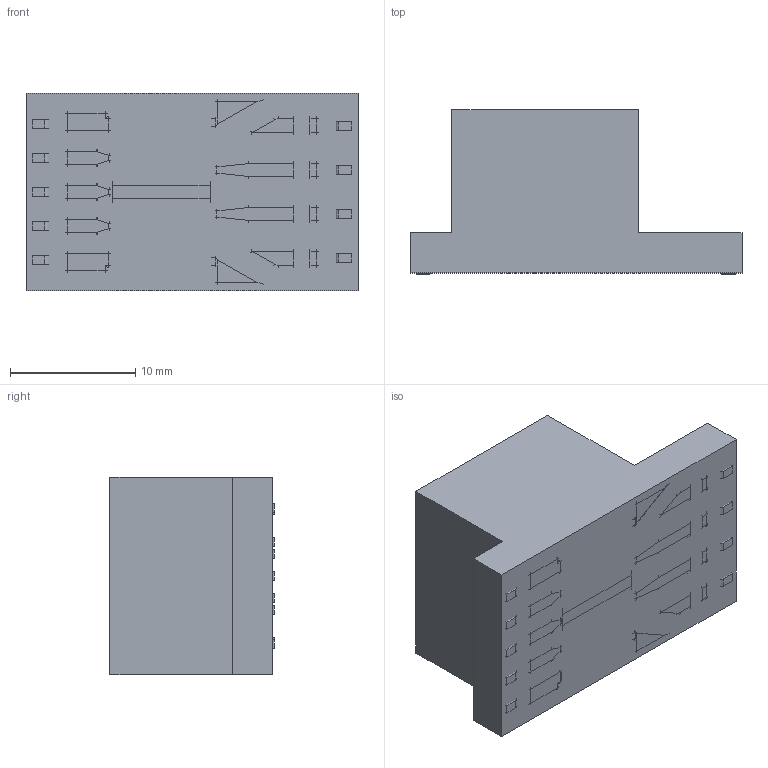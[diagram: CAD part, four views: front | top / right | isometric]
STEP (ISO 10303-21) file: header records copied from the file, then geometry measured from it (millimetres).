
FILE_DESCRIPTION (( 'STEP AP214' ), '1' );
FILE_NAME ('EPW15S_6384.STEP', '2016-06-27T18:04:55', ( '' ), ( '' ), 'SwSTEP 2.0', 'SolidWorks 2014', '' );
FILE_SCHEMA (( 'AUTOMOTIVE_DESIGN' ));
Length unit declared in the file: millimetre
Products named in the file (6): 440-8277-3102; 150-3102_6A; 070-6384_coil; 070-6384_6B; 070-6384_INTF; EPW15S_6384
Assembly tree (6 placements, depth 2):
  EPW15S_6384
    070-6384_INTF
    070-6384_6B
    070-6384_coil
    150-3102_6A  x2
    440-8277-3102
Bounding box: 26.5 x 13.1 x 15.8 mm (x, y, z)
Surface area: 5968.7 mm2
Topology: 6 solids, 6 shells, 485 faces, 1232 edges, 714 vertices
Faces by surface type: plane 234, cylinder 177, sphere 54, bspline 14, torus 6
Entity records: 15341 total; most frequent: CARTESIAN_POINT 3073, DIRECTION 2282, ORIENTED_EDGE 2260, EDGE_CURVE 1130, AXIS2_PLACEMENT_3D 771, VECTOR 740, LINE 740, VERTEX_POINT 682
